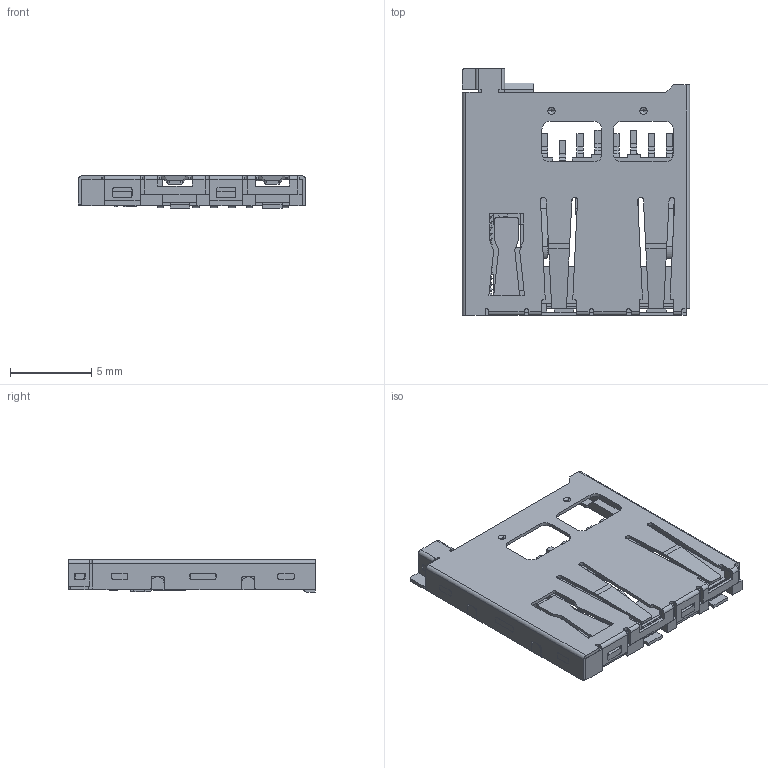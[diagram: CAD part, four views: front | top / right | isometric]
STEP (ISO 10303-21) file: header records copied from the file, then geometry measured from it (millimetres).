
FILE_DESCRIPTION (( 'STEP AP214' ), '1' );
FILE_NAME ('693071010811.STEP', '2022-04-13T04:35:00', ( '' ), ( '' ), 'SwSTEP 2.0', 'SolidWorks 2018', '' );
FILE_SCHEMA (( 'AUTOMOTIVE_DESIGN' ));
Length unit declared in the file: millimetre
Products named in the file (1): 693071010811
Bounding box: 14 x 15.2 x 1.98 mm (x, y, z)
Volume: 132.9 mm3; surface area: 1144.5 mm2
Topology: 15 solids, 15 shells, 991 faces, 2785 edges, 1825 vertices
Faces by surface type: plane 657, cylinder 302, bspline 24, torus 8
Entity records: 48110 total; most frequent: CARTESIAN_POINT 11306, ORIENTED_EDGE 5570, DIRECTION 5085, EDGE_CURVE 2785, LINE 2109, VECTOR 2109, VERTEX_POINT 1825, AXIS2_PLACEMENT_3D 1488
